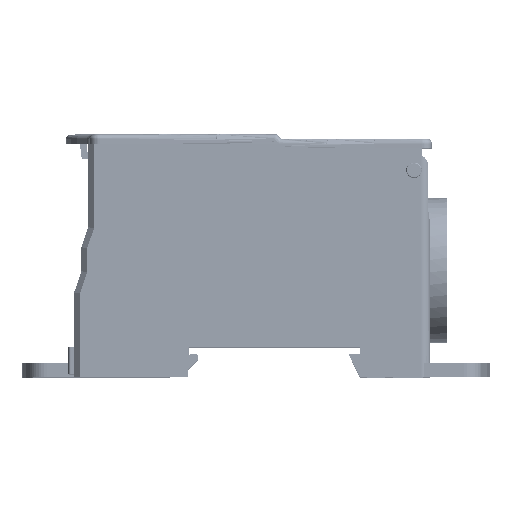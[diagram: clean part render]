
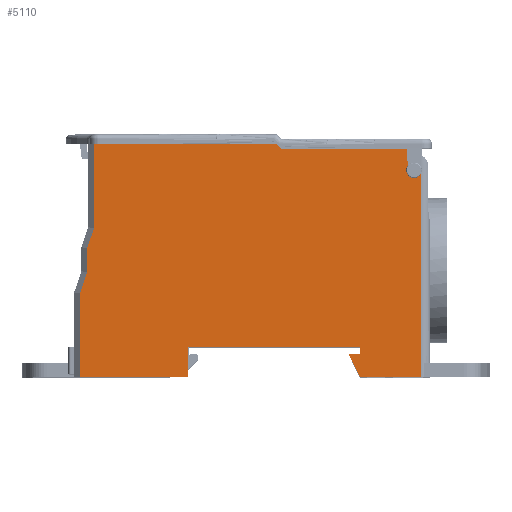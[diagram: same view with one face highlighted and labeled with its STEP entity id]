
A CAD part, top view. The second image highlights one B-rep face of the part: STEP entity #5110.
In plain terms, the highlighted planar face has unit normal (0, 0, 1).
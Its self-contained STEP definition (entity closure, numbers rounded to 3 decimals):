
#571=LINE('',#56389,#1839);
#605=LINE('',#56510,#1873);
#608=LINE('',#56516,#1876);
#611=LINE('',#56540,#1879);
#613=LINE('',#56544,#1881);
#614=LINE('',#56546,#1882);
#615=LINE('',#56548,#1883);
#616=LINE('',#56550,#1884);
#617=LINE('',#56552,#1885);
#618=LINE('',#56554,#1886);
#619=LINE('',#56556,#1887);
#620=LINE('',#56558,#1888);
#621=LINE('',#56560,#1889);
#622=LINE('',#56562,#1890);
#623=LINE('',#56564,#1891);
#624=LINE('',#56566,#1892);
#625=LINE('',#56568,#1893);
#1839=VECTOR('',#27114,1.);
#1873=VECTOR('',#27218,1.);
#1876=VECTOR('',#27223,1.);
#1879=VECTOR('',#27236,1.);
#1881=VECTOR('',#27242,1.);
#1882=VECTOR('',#27243,1.);
#1883=VECTOR('',#27244,1.);
#1884=VECTOR('',#27245,1.);
#1885=VECTOR('',#27246,1.);
#1886=VECTOR('',#27247,1.);
#1887=VECTOR('',#27248,1.);
#1888=VECTOR('',#27249,1.);
#1889=VECTOR('',#27250,1.);
#1890=VECTOR('',#27251,1.);
#1891=VECTOR('',#27252,1.);
#1892=VECTOR('',#27253,1.);
#1893=VECTOR('',#27254,1.);
#3838=FACE_OUTER_BOUND('',#9071,.T.);
#5110=ADVANCED_FACE('',(#3838),#6359,.T.);
#6359=PLANE('',#24636);
#9071=EDGE_LOOP('',(#11724,#11725,#11726,#11727,#11728,#11729,#11730,#11731,
#11732,#11733,#11734,#11735,#11736,#11737,#11738,#11739,#11740,#11741));
#11724=ORIENTED_EDGE('',*,*,#20607,.F.);
#11725=ORIENTED_EDGE('',*,*,#20615,.F.);
#11726=ORIENTED_EDGE('',*,*,#20616,.F.);
#11727=ORIENTED_EDGE('',*,*,#20617,.T.);
#11728=ORIENTED_EDGE('',*,*,#20618,.T.);
#11729=ORIENTED_EDGE('',*,*,#20619,.T.);
#11730=ORIENTED_EDGE('',*,*,#20620,.T.);
#11731=ORIENTED_EDGE('',*,*,#20621,.T.);
#11732=ORIENTED_EDGE('',*,*,#20622,.F.);
#11733=ORIENTED_EDGE('',*,*,#20623,.F.);
#11734=ORIENTED_EDGE('',*,*,#20624,.F.);
#11735=ORIENTED_EDGE('',*,*,#20625,.F.);
#11736=ORIENTED_EDGE('',*,*,#20626,.F.);
#11737=ORIENTED_EDGE('',*,*,#20627,.F.);
#11738=ORIENTED_EDGE('',*,*,#20549,.F.);
#11739=ORIENTED_EDGE('',*,*,#20612,.T.);
#11740=ORIENTED_EDGE('',*,*,#20598,.F.);
#11741=ORIENTED_EDGE('',*,*,#20604,.F.);
#17963=VERTEX_POINT('',#56390);
#17964=VERTEX_POINT('',#56391);
#18000=VERTEX_POINT('',#56490);
#18001=VERTEX_POINT('',#56491);
#18004=VERTEX_POINT('',#56509);
#18006=VERTEX_POINT('',#56515);
#18007=VERTEX_POINT('',#56545);
#18008=VERTEX_POINT('',#56547);
#18009=VERTEX_POINT('',#56549);
#18010=VERTEX_POINT('',#56551);
#18011=VERTEX_POINT('',#56553);
#18012=VERTEX_POINT('',#56555);
#18013=VERTEX_POINT('',#56557);
#18014=VERTEX_POINT('',#56559);
#18015=VERTEX_POINT('',#56561);
#18016=VERTEX_POINT('',#56563);
#18017=VERTEX_POINT('',#56565);
#18018=VERTEX_POINT('',#56567);
#20549=EDGE_CURVE('',#17963,#17964,#571,.T.);
#20598=EDGE_CURVE('',#18000,#18001,#23667,.T.);
#20604=EDGE_CURVE('',#18004,#18000,#605,.T.);
#20607=EDGE_CURVE('',#18006,#18004,#608,.T.);
#20612=EDGE_CURVE('',#17963,#18001,#611,.T.);
#20615=EDGE_CURVE('',#18007,#18006,#613,.T.);
#20616=EDGE_CURVE('',#18008,#18007,#614,.T.);
#20617=EDGE_CURVE('',#18008,#18009,#615,.T.);
#20618=EDGE_CURVE('',#18009,#18010,#616,.T.);
#20619=EDGE_CURVE('',#18010,#18011,#617,.T.);
#20620=EDGE_CURVE('',#18011,#18012,#618,.T.);
#20621=EDGE_CURVE('',#18012,#18013,#619,.T.);
#20622=EDGE_CURVE('',#18014,#18013,#620,.T.);
#20623=EDGE_CURVE('',#18015,#18014,#621,.T.);
#20624=EDGE_CURVE('',#18016,#18015,#622,.T.);
#20625=EDGE_CURVE('',#18017,#18016,#623,.T.);
#20626=EDGE_CURVE('',#18018,#18017,#624,.T.);
#20627=EDGE_CURVE('',#17964,#18018,#625,.T.);
#23667=CIRCLE('',#24625,1.6);
#24625=AXIS2_PLACEMENT_3D('',#56489,#27209,#27210);
#24636=AXIS2_PLACEMENT_3D('',#56569,#27255,#27256);
#27114=DIRECTION('',(-1.,0.,0.));
#27209=DIRECTION('',(0.,0.,1.));
#27210=DIRECTION('',(1.,0.,0.));
#27218=DIRECTION('',(0.047,-0.999,0.));
#27223=DIRECTION('',(1.,0.,0.));
#27236=DIRECTION('',(0.,1.,0.));
#27242=DIRECTION('',(0.676,-0.737,0.));
#27243=DIRECTION('',(1.,0.,0.));
#27244=DIRECTION('',(0.,-1.,0.));
#27245=DIRECTION('',(-0.322,-0.947,0.));
#27246=DIRECTION('',(0.,-1.,0.));
#27247=DIRECTION('',(-0.322,-0.947,0.));
#27248=DIRECTION('',(0.,-1.,0.));
#27249=DIRECTION('',(-1.,0.,0.));
#27250=DIRECTION('',(0.,-1.,0.));
#27251=DIRECTION('',(-1.,0.,0.));
#27252=DIRECTION('',(0.,1.,0.));
#27253=DIRECTION('',(1.,0.,0.));
#27254=DIRECTION('',(-0.442,0.897,0.));
#27255=DIRECTION('',(0.,0.,1.));
#27256=DIRECTION('',(1.,0.,0.));
#56389=CARTESIAN_POINT('',(-89.62,-7.022,100.));
#56390=CARTESIAN_POINT('',(-91.62,-7.022,100.));
#56391=CARTESIAN_POINT('',(-104.167,-7.022,100.));
#56489=CARTESIAN_POINT('',(-93.02,35.678,100.));
#56490=CARTESIAN_POINT('',(-94.311,36.623,100.));
#56491=CARTESIAN_POINT('',(-91.62,34.903,100.));
#56509=CARTESIAN_POINT('',(-94.474,40.078,100.));
#56510=CARTESIAN_POINT('',(-94.488,40.378,100.));
#56515=CARTESIAN_POINT('',(-120.43,40.078,100.));
#56516=CARTESIAN_POINT('',(-120.43,40.078,100.));
#56540=CARTESIAN_POINT('',(-91.62,24.277,100.));
#56544=CARTESIAN_POINT('',(-121.346,41.078,100.));
#56545=CARTESIAN_POINT('',(-121.346,41.078,100.));
#56546=CARTESIAN_POINT('',(-160.22,41.078,100.));
#56547=CARTESIAN_POINT('',(-159.02,41.078,100.));
#56548=CARTESIAN_POINT('',(-159.02,23.922,100.));
#56549=CARTESIAN_POINT('',(-159.02,23.723,100.));
#56550=CARTESIAN_POINT('',(-160.484,19.423,100.));
#56551=CARTESIAN_POINT('',(-160.42,19.611,100.));
#56552=CARTESIAN_POINT('',(-160.42,14.845,100.));
#56553=CARTESIAN_POINT('',(-160.42,14.646,100.));
#56554=CARTESIAN_POINT('',(-161.984,10.052,100.));
#56555=CARTESIAN_POINT('',(-161.92,10.24,100.));
#56556=CARTESIAN_POINT('',(-161.92,-7.022,100.));
#56557=CARTESIAN_POINT('',(-161.92,-7.022,100.));
#56558=CARTESIAN_POINT('',(-139.72,-7.022,100.));
#56559=CARTESIAN_POINT('',(-139.72,-7.022,100.));
#56560=CARTESIAN_POINT('',(-139.72,-0.822,100.));
#56561=CARTESIAN_POINT('',(-139.72,-0.822,100.));
#56562=CARTESIAN_POINT('',(-104.22,-0.822,100.));
#56563=CARTESIAN_POINT('',(-104.22,-0.822,100.));
#56564=CARTESIAN_POINT('',(-104.22,-2.222,100.));
#56565=CARTESIAN_POINT('',(-104.22,-2.222,100.));
#56566=CARTESIAN_POINT('',(-106.529,-2.222,100.));
#56567=CARTESIAN_POINT('',(-106.529,-2.222,100.));
#56568=CARTESIAN_POINT('',(-104.167,-7.022,100.));
#56569=CARTESIAN_POINT('',(-93.42,35.378,100.));
